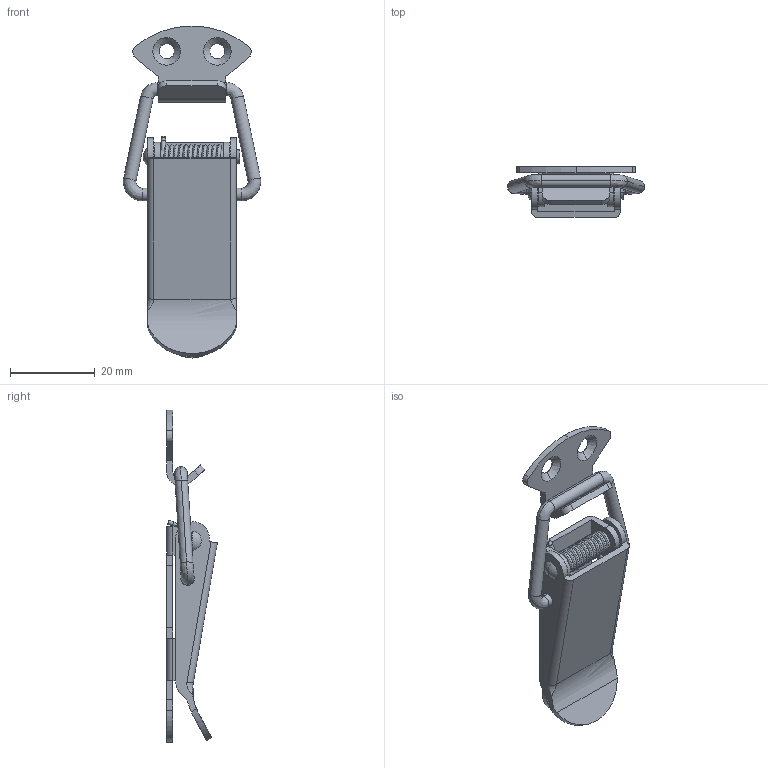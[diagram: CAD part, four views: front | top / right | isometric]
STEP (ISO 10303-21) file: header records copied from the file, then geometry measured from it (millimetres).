
FILE_DESCRIPTION( (''), '2;1');
FILE_NAME ('PC50.22044.TL_3_1_585.stp','2021-10-21T12:49:56',(''),(''),'spGate 17.5.2','','');
FILE_SCHEMA (('AUTOMOTIVE_DESIGN'));
Length unit declared in the file: millimetre
Products named in the file (7): Assembly; spring; lever; base; shaft; keeper; arm
Assembly tree (6 placements, depth 2):
  Assembly
    spring
    lever
    base
    shaft
    keeper
    arm
Bounding box: 32.48 x 12 x 78.5 mm (x, y, z)
Volume: 4679.7 mm3; surface area: 7625.8 mm2
Topology: 6 solids, 6 shells, 158 faces, 435 edges, 287 vertices
Faces by surface type: plane 56, cylinder 56, bspline 44, sphere 2
Entity records: 39646 total; most frequent: CARTESIAN_POINT 32401, ORIENTED_EDGE 864, DIRECTION 706, COLOUR_RGB 596, PRESENTATION_STYLE_ASSIGNMENT 596, STYLED_ITEM 596, EDGE_CURVE 432, DRAUGHTING_PRE_DEFINED_CURVE_FONT 432
